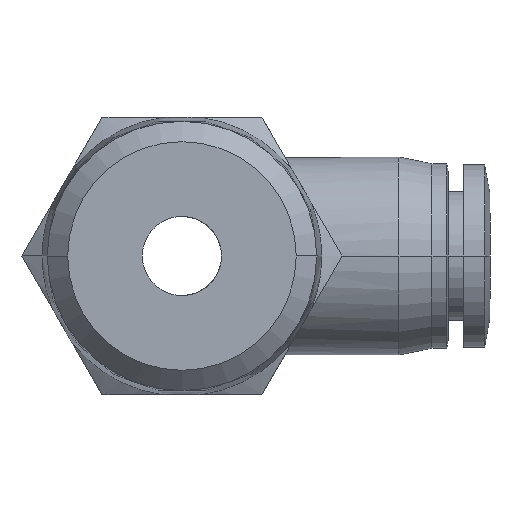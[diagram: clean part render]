
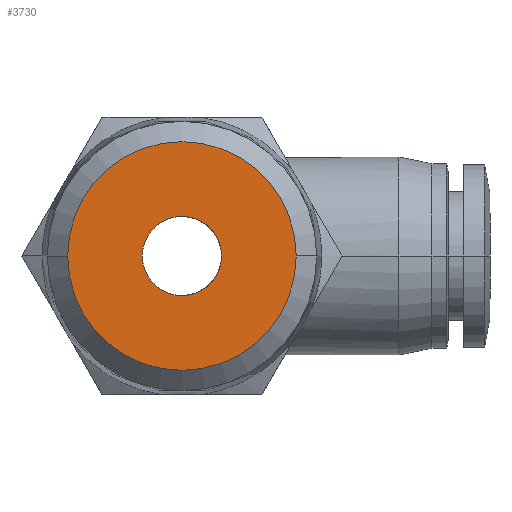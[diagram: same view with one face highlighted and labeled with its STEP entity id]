
A CAD part, front view. The second image highlights one B-rep face of the part: STEP entity #3730.
In plain terms, the highlighted planar face has unit normal (0, -1, 0).
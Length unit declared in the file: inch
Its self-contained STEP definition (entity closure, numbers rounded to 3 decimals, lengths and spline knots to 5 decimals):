
#21 = AXIS2_PLACEMENT_3D ( 'NONE', #1636, #4319, #2014 ) ;
#28 = ORIENTED_EDGE ( 'NONE', *, *, #3875, .T. ) ;
#52 = CARTESIAN_POINT ( 'NONE',  ( 0., -0.7874, 0. ) ) ;
#69 = AXIS2_PLACEMENT_3D ( 'NONE', #215, #2819, #586 ) ;
#215 = CARTESIAN_POINT ( 'NONE',  ( 0., -0.7874, 0. ) ) ;
#385 = DIRECTION ( 'NONE',  ( 0., 1., 0. ) ) ;
#402 = DIRECTION ( 'NONE',  ( -1., 0., 0. ) ) ;
#586 = DIRECTION ( 'NONE',  ( -1., 0., 0. ) ) ;
#617 = AXIS2_PLACEMENT_3D ( 'NONE', #2047, #4728, #2418 ) ;
#657 = AXIS2_PLACEMENT_3D ( 'NONE', #52, #2636, #402 ) ;
#1475 = CIRCLE ( 'NONE', #657, 0.11811 ) ;
#1606 = CARTESIAN_POINT ( 'NONE',  ( 0.34104, -0.7874, 0. ) ) ;
#1636 = CARTESIAN_POINT ( 'NONE',  ( -0.17052, -0.7874, 0. ) ) ;
#1726 = CARTESIAN_POINT ( 'NONE',  ( 0.11811, -0.7874, 0. ) ) ;
#2014 = DIRECTION ( 'NONE',  ( 1., 0., 0. ) ) ;
#2047 = CARTESIAN_POINT ( 'NONE',  ( 0., -0.7874, 0. ) ) ;
#2214 = EDGE_CURVE ( 'NONE', #4159, #4029, #4277, .T. ) ;
#2226 = ORIENTED_EDGE ( 'NONE', *, *, #4375, .F. ) ;
#2340 = FACE_BOUND ( 'NONE', #2456, .T. ) ;
#2418 = DIRECTION ( 'NONE',  ( -1., 0., 0. ) ) ;
#2456 = EDGE_LOOP ( 'NONE', ( #28, #3371 ) ) ;
#2610 = CARTESIAN_POINT ( 'NONE',  ( 0., -0.7874, 0. ) ) ;
#2636 = DIRECTION ( 'NONE',  ( 0., 1., 0. ) ) ;
#2736 = CARTESIAN_POINT ( 'NONE',  ( -0.34104, -0.7874, 0. ) ) ;
#2804 = EDGE_LOOP ( 'NONE', ( #4471, #2226 ) ) ;
#2819 = DIRECTION ( 'NONE',  ( 0., 1., 0. ) ) ;
#3002 = DIRECTION ( 'NONE',  ( -1., 0., 0. ) ) ;
#3166 = VERTEX_POINT ( 'NONE', #1606 ) ;
#3181 = VERTEX_POINT ( 'NONE', #2736 ) ;
#3371 = ORIENTED_EDGE ( 'NONE', *, *, #2214, .T. ) ;
#3529 = CIRCLE ( 'NONE', #3944, 0.34104 ) ;
#3730 = ADVANCED_FACE ( 'NONE', ( #2340, #4400 ), #4680, .T. ) ;
#3875 = EDGE_CURVE ( 'NONE', #4029, #4159, #1475, .T. ) ;
#3881 = CIRCLE ( 'NONE', #617, 0.34104 ) ;
#3944 = AXIS2_PLACEMENT_3D ( 'NONE', #2610, #385, #3002 ) ;
#4029 = VERTEX_POINT ( 'NONE', #4295 ) ;
#4159 = VERTEX_POINT ( 'NONE', #1726 ) ;
#4277 = CIRCLE ( 'NONE', #69, 0.11811 ) ;
#4295 = CARTESIAN_POINT ( 'NONE',  ( -0.11811, -0.7874, 0. ) ) ;
#4319 = DIRECTION ( 'NONE',  ( 0., -1., 0. ) ) ;
#4375 = EDGE_CURVE ( 'NONE', #3166, #3181, #3529, .T. ) ;
#4400 = FACE_OUTER_BOUND ( 'NONE', #2804, .T. ) ;
#4471 = ORIENTED_EDGE ( 'NONE', *, *, #4658, .F. ) ;
#4658 = EDGE_CURVE ( 'NONE', #3181, #3166, #3881, .T. ) ;
#4680 = PLANE ( 'NONE',  #21 ) ;
#4728 = DIRECTION ( 'NONE',  ( 0., 1., 0. ) ) ;
